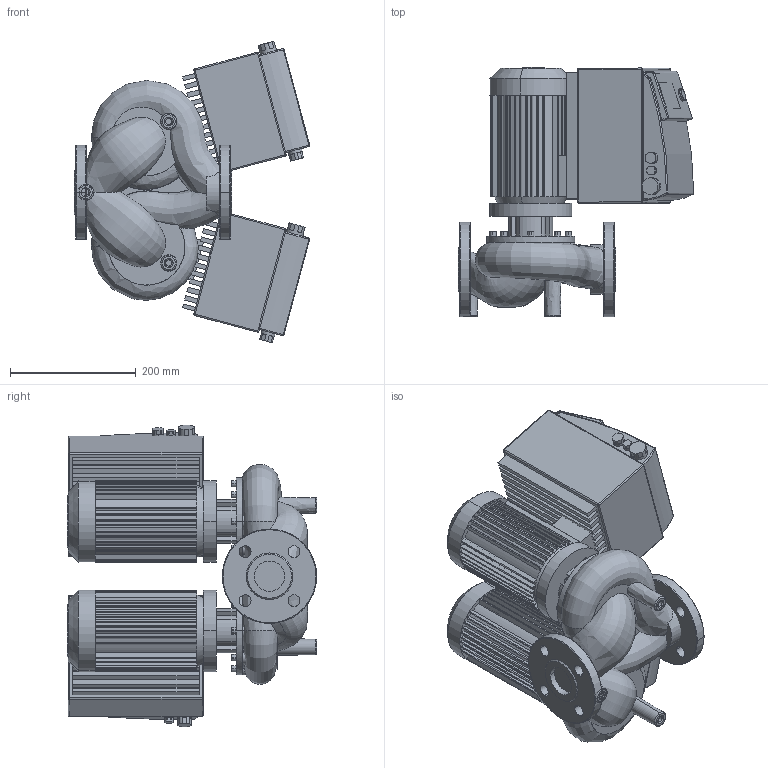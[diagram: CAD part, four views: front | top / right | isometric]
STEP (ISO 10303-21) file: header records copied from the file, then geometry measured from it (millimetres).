
FILE_DESCRIPTION((''),'2;1');
FILE_NAME('3d_DP-E40_115-0_55_2-R1IE4-2159004.stp','2016-08-05T07:35:10',(''),(''),'Mechanical Desktop 2009','Mechanical Desktop 2009',', , ');
FILE_SCHEMA(('CONFIG_CONTROL_DESIGN'));
Length unit declared in the file: millimetre
Products named in the file (1): Product
Bounding box: 373.97 x 396.5 x 479.49 mm (x, y, z)
Volume: 21874675.5 mm3; surface area: 1443227.5 mm2
Topology: 21 solids, 21 shells, 1444 faces, 3749 edges, 2395 vertices
Faces by surface type: plane 788, cylinder 302, bspline 292, sphere 36, torus 16, cone 10
Entity records: 59242 total; most frequent: CARTESIAN_POINT 24221, ORIENTED_EDGE 7422, DIRECTION 7002, EDGE_CURVE 3711, VERTEX_POINT 2394, VECTOR 2394, LINE 2394, AXIS2_PLACEMENT_3D 2304
